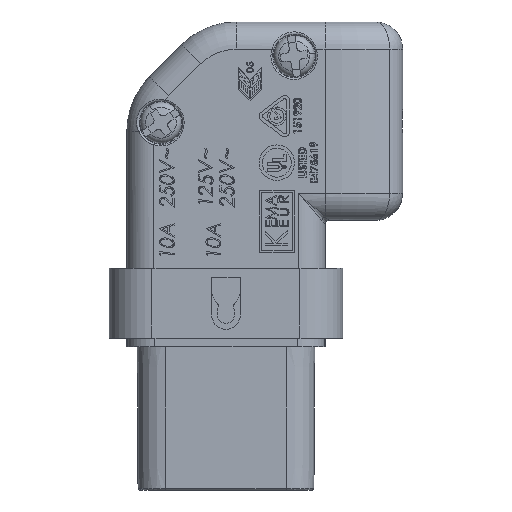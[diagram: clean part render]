
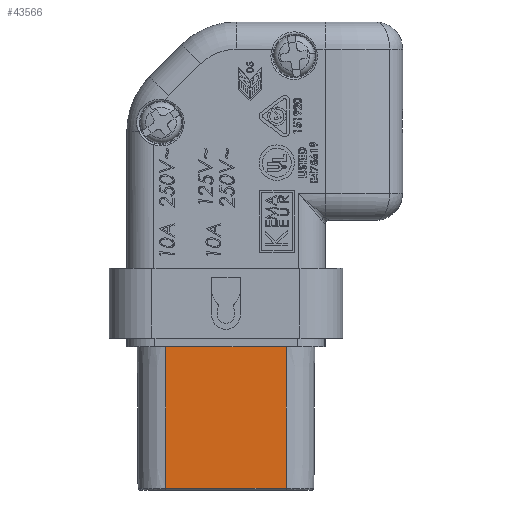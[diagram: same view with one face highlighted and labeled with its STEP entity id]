
A CAD part, front view. The second image highlights one B-rep face of the part: STEP entity #43566.
In plain terms, the highlighted planar face has unit normal (0, -1, -0.005).
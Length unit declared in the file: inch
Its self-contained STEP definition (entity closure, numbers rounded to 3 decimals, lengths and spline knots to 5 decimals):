
#832 = DIRECTION ( 'NONE',  ( -1., 0., 0. ) ) ;
#2542 = VERTEX_POINT ( 'NONE', #35948 ) ;
#5836 = CARTESIAN_POINT ( 'NONE',  ( 0.30512, -0.30512, 0. ) ) ;
#10803 = ORIENTED_EDGE ( 'NONE', *, *, #28922, .F. ) ;
#10908 = CARTESIAN_POINT ( 'NONE',  ( -0.50394, -0.30906, 0.72835 ) ) ;
#11860 = ORIENTED_EDGE ( 'NONE', *, *, #63474, .T. ) ;
#15934 = FACE_OUTER_BOUND ( 'NONE', #60093, .T. ) ;
#16679 = CARTESIAN_POINT ( 'NONE',  ( -0.30512, -106.5042, 19645.66929 ) ) ;
#18704 = VECTOR ( 'NONE', #41261, 39.37008 ) ;
#19525 = LINE ( 'NONE', #40403, #58404 ) ;
#20716 = LINE ( 'NONE', #16679, #18704 ) ;
#26376 = DIRECTION ( 'NONE',  ( 0., 0.005, -1. ) ) ;
#27274 = VERTEX_POINT ( 'NONE', #32371 ) ;
#28922 = EDGE_CURVE ( 'NONE', #27274, #54284, #19525, .T. ) ;
#29497 = CARTESIAN_POINT ( 'NONE',  ( -0.30512, -0.30516, 0.00783 ) ) ;
#31088 = DIRECTION ( 'NONE',  ( 0., -1., -0.005 ) ) ;
#31462 = ORIENTED_EDGE ( 'NONE', *, *, #59279, .F. ) ;
#32371 = CARTESIAN_POINT ( 'NONE',  ( 0.30512, -0.30516, 0.00783 ) ) ;
#35825 = DIRECTION ( 'NONE',  ( 0., -0.005, 1. ) ) ;
#35948 = CARTESIAN_POINT ( 'NONE',  ( -0.30512, -0.30906, 0.72835 ) ) ;
#36111 = VECTOR ( 'NONE', #35825, 39.37008 ) ;
#36167 = LINE ( 'NONE', #10908, #37471 ) ;
#37471 = VECTOR ( 'NONE', #832, 39.37008 ) ;
#40403 = CARTESIAN_POINT ( 'NONE',  ( 0.30512, -0.30516, 0.00783 ) ) ;
#41261 = DIRECTION ( 'NONE',  ( 0., -0.005, 1. ) ) ;
#42185 = CARTESIAN_POINT ( 'NONE',  ( 0.30512, -0.30906, 0.72835 ) ) ;
#43566 = ADVANCED_FACE ( 'NONE', ( #15934 ), #51972, .T. ) ;
#45497 = EDGE_CURVE ( 'NONE', #56406, #2542, #36167, .T. ) ;
#50199 = DIRECTION ( 'NONE',  ( -1., 0., 0. ) ) ;
#51349 = AXIS2_PLACEMENT_3D ( 'NONE', #5836, #31088, #26376 ) ;
#51972 = PLANE ( 'NONE',  #51349 ) ;
#54284 = VERTEX_POINT ( 'NONE', #29497 ) ;
#55366 = ORIENTED_EDGE ( 'NONE', *, *, #45497, .T. ) ;
#56406 = VERTEX_POINT ( 'NONE', #42185 ) ;
#56719 = CARTESIAN_POINT ( 'NONE',  ( 0.30512, -0.30512, 0. ) ) ;
#58404 = VECTOR ( 'NONE', #50199, 39.37008 ) ;
#59279 = EDGE_CURVE ( 'NONE', #54284, #2542, #20716, .T. ) ;
#60093 = EDGE_LOOP ( 'NONE', ( #11860, #55366, #31462, #10803 ) ) ;
#62119 = LINE ( 'NONE', #56719, #36111 ) ;
#63474 = EDGE_CURVE ( 'NONE', #27274, #56406, #62119, .T. ) ;
